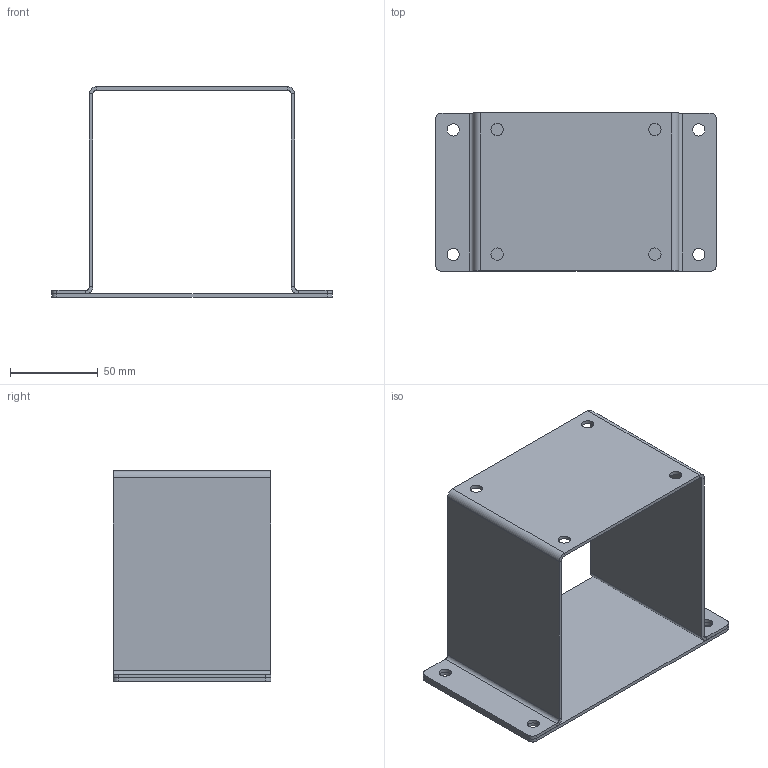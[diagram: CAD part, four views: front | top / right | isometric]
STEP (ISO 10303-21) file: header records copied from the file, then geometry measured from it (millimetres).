
FILE_DESCRIPTION (( 'STEP AP203' ), '1' );
FILE_NAME ('1SE6007_Motor support DIC 100.STEP', '2022-02-28T09:53:41', ( '' ), ( '' ), 'SwSTEP 2.0', 'SolidWorks 2018', '' );
FILE_SCHEMA (( 'CONFIG_CONTROL_DESIGN' ));
Length unit declared in the file: millimetre
Products named in the file (3): G979FE-Sostegno-DIC100-Gr56; 1SE6007_Motor support DIC 100; G978FE-Sedia-DIC100-Gr56
Assembly tree (2 placements, depth 2):
  1SE6007_Motor support DIC 100
    G978FE-Sedia-DIC100-Gr56
    G979FE-Sostegno-DIC100-Gr56
Bounding box: 160 x 90 x 120 mm (x, y, z)
Volume: 97478.4 mm3; surface area: 100893 mm2
Topology: 2 solids, 2 shells, 64 faces, 152 edges, 92 vertices
Faces by surface type: plane 36, cylinder 28
Full cylindrical faces by diameter (mm): 7 x12
Entity records: 2085 total; most frequent: DIRECTION 330, CARTESIAN_POINT 293, ORIENTED_EDGE 272, EDGE_CURVE 136, AXIS2_PLACEMENT_3D 125, EDGE_LOOP 100, VERTEX_POINT 88, LINE 80
